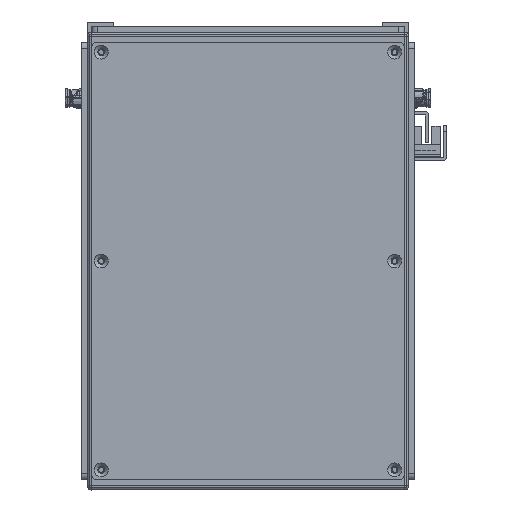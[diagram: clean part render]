
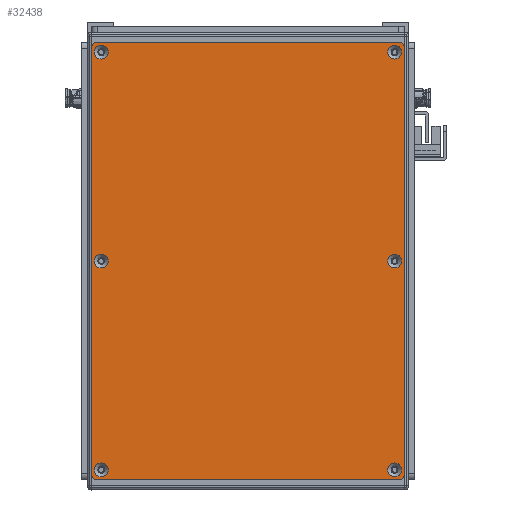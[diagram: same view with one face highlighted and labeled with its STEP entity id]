
A CAD part, front view. The second image highlights one B-rep face of the part: STEP entity #32438.
In plain terms, the highlighted planar face has unit normal (0, -1, 0).
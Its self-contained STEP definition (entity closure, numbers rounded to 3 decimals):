
#2225=FACE_BOUND('',#7491,.T.);
#2226=FACE_BOUND('',#7492,.T.);
#2227=FACE_BOUND('',#7493,.T.);
#2228=FACE_BOUND('',#7494,.T.);
#2229=FACE_BOUND('',#7495,.T.);
#2230=FACE_BOUND('',#7496,.T.);
#2967=PLANE('',#36395);
#5374=FACE_OUTER_BOUND('',#7490,.T.);
#7490=EDGE_LOOP('',(#30427,#30428,#30429,#30430,#30431,#30432,#30433,#30434));
#7491=EDGE_LOOP('',(#30435));
#7492=EDGE_LOOP('',(#30436));
#7493=EDGE_LOOP('',(#30437));
#7494=EDGE_LOOP('',(#30438));
#7495=EDGE_LOOP('',(#30439));
#7496=EDGE_LOOP('',(#30440));
#10000=LINE('',#57957,#12495);
#10001=LINE('',#57961,#12496);
#10002=LINE('',#57965,#12497);
#10003=LINE('',#57968,#12498);
#12495=VECTOR('',#45626,10.);
#12496=VECTOR('',#45629,10.);
#12497=VECTOR('',#45632,10.);
#12498=VECTOR('',#45635,10.);
#14101=CIRCLE('',#36363,3.45);
#14104=CIRCLE('',#36368,3.45);
#14107=CIRCLE('',#36373,3.45);
#14110=CIRCLE('',#36378,3.45);
#14113=CIRCLE('',#36383,3.45);
#14116=CIRCLE('',#36388,3.45);
#14119=CIRCLE('',#36393,3.);
#14121=CIRCLE('',#36396,3.);
#14122=CIRCLE('',#36397,3.);
#14123=CIRCLE('',#36398,3.);
#17071=VERTEX_POINT('',#57887);
#17074=VERTEX_POINT('',#57897);
#17077=VERTEX_POINT('',#57907);
#17080=VERTEX_POINT('',#57917);
#17083=VERTEX_POINT('',#57927);
#17086=VERTEX_POINT('',#57937);
#17089=VERTEX_POINT('',#57947);
#17090=VERTEX_POINT('',#57948);
#17093=VERTEX_POINT('',#57956);
#17094=VERTEX_POINT('',#57958);
#17095=VERTEX_POINT('',#57960);
#17096=VERTEX_POINT('',#57962);
#17097=VERTEX_POINT('',#57964);
#17098=VERTEX_POINT('',#57966);
#21519=EDGE_CURVE('',#17071,#17071,#14101,.T.);
#21524=EDGE_CURVE('',#17074,#17074,#14104,.T.);
#21529=EDGE_CURVE('',#17077,#17077,#14107,.T.);
#21534=EDGE_CURVE('',#17080,#17080,#14110,.T.);
#21539=EDGE_CURVE('',#17083,#17083,#14113,.T.);
#21544=EDGE_CURVE('',#17086,#17086,#14116,.T.);
#21549=EDGE_CURVE('',#17089,#17090,#14119,.T.);
#21553=EDGE_CURVE('',#17089,#17093,#10000,.T.);
#21554=EDGE_CURVE('',#17094,#17093,#14121,.T.);
#21555=EDGE_CURVE('',#17094,#17095,#10001,.T.);
#21556=EDGE_CURVE('',#17096,#17095,#14122,.T.);
#21557=EDGE_CURVE('',#17096,#17097,#10002,.T.);
#21558=EDGE_CURVE('',#17098,#17097,#14123,.T.);
#21559=EDGE_CURVE('',#17098,#17090,#10003,.T.);
#30427=ORIENTED_EDGE('',*,*,#21549,.F.);
#30428=ORIENTED_EDGE('',*,*,#21553,.T.);
#30429=ORIENTED_EDGE('',*,*,#21554,.F.);
#30430=ORIENTED_EDGE('',*,*,#21555,.T.);
#30431=ORIENTED_EDGE('',*,*,#21556,.F.);
#30432=ORIENTED_EDGE('',*,*,#21557,.T.);
#30433=ORIENTED_EDGE('',*,*,#21558,.F.);
#30434=ORIENTED_EDGE('',*,*,#21559,.T.);
#30435=ORIENTED_EDGE('',*,*,#21519,.T.);
#30436=ORIENTED_EDGE('',*,*,#21524,.T.);
#30437=ORIENTED_EDGE('',*,*,#21529,.T.);
#30438=ORIENTED_EDGE('',*,*,#21534,.T.);
#30439=ORIENTED_EDGE('',*,*,#21539,.T.);
#30440=ORIENTED_EDGE('',*,*,#21544,.T.);
#32438=ADVANCED_FACE('',(#5374,#2225,#2226,#2227,#2228,#2229,#2230),#2967,
 .T.);
#36363=AXIS2_PLACEMENT_3D('',#57888,#45546,#45547);
#36368=AXIS2_PLACEMENT_3D('',#57898,#45558,#45559);
#36373=AXIS2_PLACEMENT_3D('',#57908,#45570,#45571);
#36378=AXIS2_PLACEMENT_3D('',#57918,#45582,#45583);
#36383=AXIS2_PLACEMENT_3D('',#57928,#45594,#45595);
#36388=AXIS2_PLACEMENT_3D('',#57938,#45606,#45607);
#36393=AXIS2_PLACEMENT_3D('',#57949,#45618,#45619);
#36395=AXIS2_PLACEMENT_3D('',#57955,#45624,#45625);
#36396=AXIS2_PLACEMENT_3D('',#57959,#45627,#45628);
#36397=AXIS2_PLACEMENT_3D('',#57963,#45630,#45631);
#36398=AXIS2_PLACEMENT_3D('',#57967,#45633,#45634);
#45546=DIRECTION('center_axis',(0.,1.,0.));
#45547=DIRECTION('ref_axis',(1.,0.,0.));
#45558=DIRECTION('center_axis',(0.,1.,0.));
#45559=DIRECTION('ref_axis',(1.,0.,0.));
#45570=DIRECTION('center_axis',(0.,1.,0.));
#45571=DIRECTION('ref_axis',(1.,0.,0.));
#45582=DIRECTION('center_axis',(0.,1.,0.));
#45583=DIRECTION('ref_axis',(1.,0.,0.));
#45594=DIRECTION('center_axis',(0.,1.,0.));
#45595=DIRECTION('ref_axis',(1.,0.,0.));
#45606=DIRECTION('center_axis',(0.,1.,0.));
#45607=DIRECTION('ref_axis',(1.,0.,0.));
#45618=DIRECTION('center_axis',(0.,1.,0.));
#45619=DIRECTION('ref_axis',(-0.707,0.,0.707));
#45624=DIRECTION('center_axis',(0.,-1.,0.));
#45625=DIRECTION('ref_axis',(0.,0.,-1.));
#45626=DIRECTION('',(0.,0.,-1.));
#45627=DIRECTION('center_axis',(0.,1.,0.));
#45628=DIRECTION('ref_axis',(-0.707,0.,-0.707));
#45629=DIRECTION('',(1.,0.,0.));
#45630=DIRECTION('center_axis',(0.,1.,0.));
#45631=DIRECTION('ref_axis',(0.707,0.,-0.707));
#45632=DIRECTION('',(0.,0.,1.));
#45633=DIRECTION('center_axis',(0.,1.,0.));
#45634=DIRECTION('ref_axis',(0.707,0.,0.707));
#45635=DIRECTION('',(-1.,0.,0.));
#57887=CARTESIAN_POINT('',(100.55,-1.5,73.));
#57888=CARTESIAN_POINT('Origin',(104.,-1.5,73.));
#57897=CARTESIAN_POINT('',(-107.45,-1.5,-73.));
#57898=CARTESIAN_POINT('Origin',(-104.,-1.5,-73.));
#57907=CARTESIAN_POINT('',(-3.45,-1.5,73.));
#57908=CARTESIAN_POINT('Origin',(0.,-1.5,73.));
#57917=CARTESIAN_POINT('',(-3.45,-1.5,-73.));
#57918=CARTESIAN_POINT('Origin',(0.,-1.5,-73.));
#57927=CARTESIAN_POINT('',(-107.45,-1.5,73.));
#57928=CARTESIAN_POINT('Origin',(-104.,-1.5,73.));
#57937=CARTESIAN_POINT('',(100.55,-1.5,-73.));
#57938=CARTESIAN_POINT('Origin',(104.,-1.5,-73.));
#57947=CARTESIAN_POINT('',(-109.,-1.5,75.));
#57948=CARTESIAN_POINT('',(-106.,-1.5,78.));
#57949=CARTESIAN_POINT('Origin',(-106.,-1.5,75.));
#57955=CARTESIAN_POINT('Origin',(0.,-1.5,0.));
#57956=CARTESIAN_POINT('',(-109.,-1.5,-75.));
#57957=CARTESIAN_POINT('',(-109.,-1.5,78.));
#57958=CARTESIAN_POINT('',(-106.,-1.5,-78.));
#57959=CARTESIAN_POINT('Origin',(-106.,-1.5,-75.));
#57960=CARTESIAN_POINT('',(106.,-1.5,-78.));
#57961=CARTESIAN_POINT('',(-109.,-1.5,-78.));
#57962=CARTESIAN_POINT('',(109.,-1.5,-75.));
#57963=CARTESIAN_POINT('Origin',(106.,-1.5,-75.));
#57964=CARTESIAN_POINT('',(109.,-1.5,75.));
#57965=CARTESIAN_POINT('',(109.,-1.5,-78.));
#57966=CARTESIAN_POINT('',(106.,-1.5,78.));
#57967=CARTESIAN_POINT('Origin',(106.,-1.5,75.));
#57968=CARTESIAN_POINT('',(109.,-1.5,78.));
